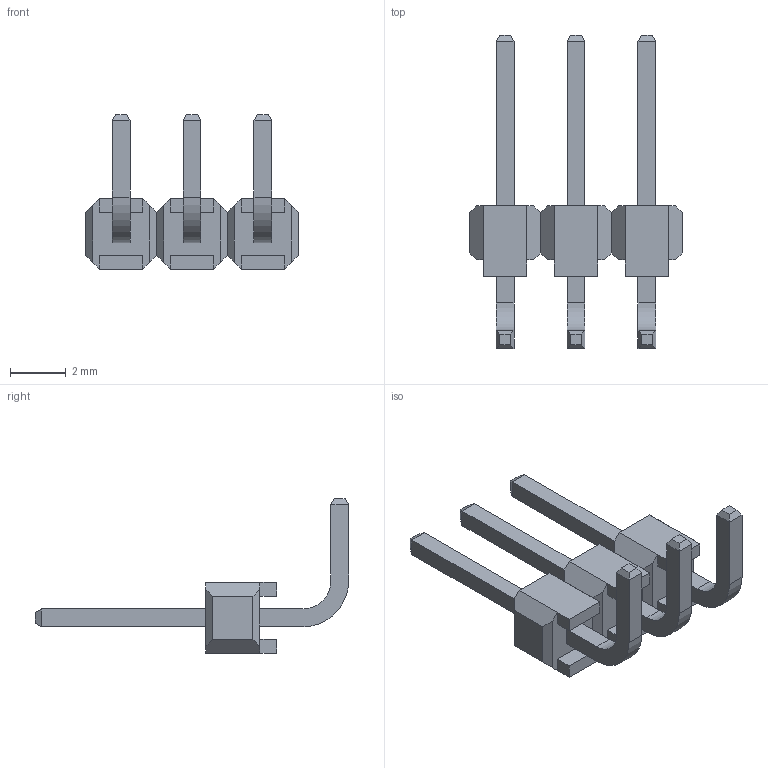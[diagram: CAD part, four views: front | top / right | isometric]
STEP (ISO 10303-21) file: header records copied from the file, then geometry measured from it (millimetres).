
FILE_DESCRIPTION((''),'2;1');
FILE_NAME('M20-996_ASM','2013-01-03T',('wbourne'),(''),'PRO/ENGINEER BY PARAMETRIC TECHNOLOGY CORPORATION, 2011490','PRO/ENGINEER BY PARAMETRIC TECHNOLOGY CORPORATION, 2011490','');
FILE_SCHEMA(('CONFIG_CONTROL_DESIGN','SHAPE_APPEARANCE_LAYERS_GROUPS'));
Length unit declared in the file: millimetre
Products named in the file (3): M20-996-MOULD; M20-996-PIN; M20-996_ASM
Assembly tree (4 placements, depth 2):
  M20-996_ASM
    M20-996-MOULD
    M20-996-PIN  x3
Bounding box: 7.62 x 11.22 x 5.54 mm (x, y, z)
Volume: 52.2 mm3; surface area: 215.6 mm2
Topology: 4 solids, 4 shells, 128 faces, 316 edges, 196 vertices
Faces by surface type: plane 122, cylinder 6
Entity records: 3550 total; most frequent: CARTESIAN_POINT 483, ORIENTED_EDGE 472, DIRECTION 438, PRESENTATION_STYLE_ASSIGNMENT 238, STYLED_ITEM 238, CURVE_STYLE 236, EDGE_CURVE 236, VECTOR 232
